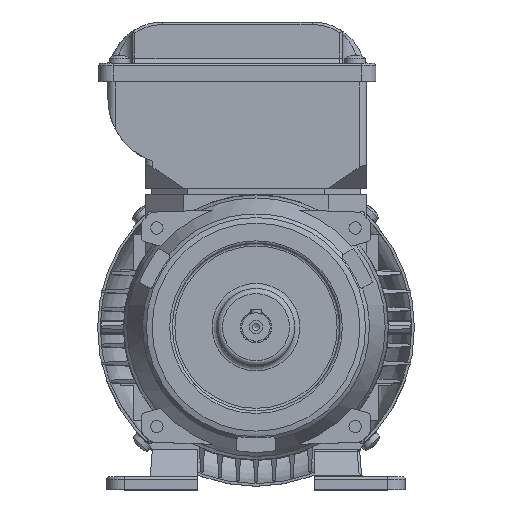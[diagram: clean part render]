
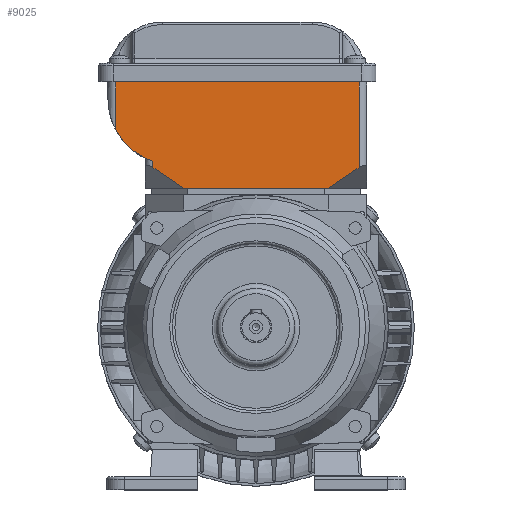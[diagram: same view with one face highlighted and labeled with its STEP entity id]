
A CAD part, top view. The second image highlights one B-rep face of the part: STEP entity #9025.
In plain terms, the highlighted planar face has unit normal (0, 0, 1).
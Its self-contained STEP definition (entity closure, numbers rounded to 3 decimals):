
#5763=CIRCLE('',#48167,26.);
#9025=ADVANCED_FACE('',(#12300),#10351,.T.);
#10351=PLANE('',#48168);
#12300=FACE_OUTER_BOUND('',#15058,.T.);
#15058=EDGE_LOOP('',(#26610,#26611,#26612,#26613,#26614,#26615,#26616,#26617));
#26610=ORIENTED_EDGE('',*,*,#37522,.T.);
#26611=ORIENTED_EDGE('',*,*,#37523,.T.);
#26612=ORIENTED_EDGE('',*,*,#37524,.T.);
#26613=ORIENTED_EDGE('',*,*,#37520,.T.);
#26614=ORIENTED_EDGE('',*,*,#37519,.T.);
#26615=ORIENTED_EDGE('',*,*,#37525,.F.);
#26616=ORIENTED_EDGE('',*,*,#37504,.T.);
#26617=ORIENTED_EDGE('',*,*,#37526,.T.);
#31491=VERTEX_POINT('',#80506);
#31492=VERTEX_POINT('',#80508);
#31502=VERTEX_POINT('',#80555);
#31503=VERTEX_POINT('',#80557);
#31504=VERTEX_POINT('',#80561);
#31505=VERTEX_POINT('',#80565);
#31506=VERTEX_POINT('',#80566);
#31507=VERTEX_POINT('',#80568);
#37504=EDGE_CURVE('',#31492,#31491,#40958,.T.);
#37519=EDGE_CURVE('',#31502,#31503,#40968,.T.);
#37520=EDGE_CURVE('',#31504,#31502,#40969,.T.);
#37522=EDGE_CURVE('',#31505,#31506,#40971,.T.);
#37523=EDGE_CURVE('',#31506,#31507,#40972,.T.);
#37524=EDGE_CURVE('',#31507,#31504,#40973,.T.);
#37525=EDGE_CURVE('',#31492,#31503,#40974,.T.);
#37526=EDGE_CURVE('',#31491,#31505,#5763,.T.);
#40958=LINE('',#80507,#44173);
#40968=LINE('',#80558,#44183);
#40969=LINE('',#80560,#44184);
#40971=LINE('',#80564,#44186);
#40972=LINE('',#80567,#44187);
#40973=LINE('',#80569,#44188);
#40974=LINE('',#80570,#44189);
#44173=VECTOR('',#58960,1.);
#44183=VECTOR('',#58984,1.);
#44184=VECTOR('',#58987,1.);
#44186=VECTOR('',#58991,1.);
#44187=VECTOR('',#58992,1.);
#44188=VECTOR('',#58993,1.);
#44189=VECTOR('',#58994,1.);
#48167=AXIS2_PLACEMENT_3D('',#80571,#58995,#58996);
#48168=AXIS2_PLACEMENT_3D('',#80572,#58997,#58998);
#58960=DIRECTION('',(0.,-1.,0.));
#58984=DIRECTION('',(0.,1.,0.));
#58987=DIRECTION('',(0.832,0.555,0.));
#58991=DIRECTION('',(0.,-1.,0.));
#58992=DIRECTION('',(0.832,-0.555,0.));
#58993=DIRECTION('',(1.,0.,0.));
#58994=DIRECTION('',(1.,0.,0.));
#58995=DIRECTION('',(0.,0.,1.));
#58996=DIRECTION('',(-0.885,-0.466,0.));
#58997=DIRECTION('',(0.,0.,1.));
#58998=DIRECTION('',(-1.,0.,0.));
#80506=CARTESIAN_POINT('',(-64.933,-7.25,52.319));
#80507=CARTESIAN_POINT('',(-64.933,11.875,52.319));
#80508=CARTESIAN_POINT('',(-64.933,11.875,52.319));
#80555=CARTESIAN_POINT('',(29.567,-22.125,52.319));
#80557=CARTESIAN_POINT('',(29.567,11.875,52.319));
#80558=CARTESIAN_POINT('',(29.567,-22.125,52.319));
#80560=CARTESIAN_POINT('',(17.567,-30.125,52.319));
#80561=CARTESIAN_POINT('',(17.567,-30.125,52.319));
#80564=CARTESIAN_POINT('',(-50.433,-19.697,52.319));
#80565=CARTESIAN_POINT('',(-50.433,-19.697,52.319));
#80566=CARTESIAN_POINT('',(-50.433,-22.125,52.319));
#80567=CARTESIAN_POINT('',(-50.433,-22.125,52.319));
#80568=CARTESIAN_POINT('',(-38.433,-30.125,52.319));
#80569=CARTESIAN_POINT('',(-38.433,-30.125,52.319));
#80570=CARTESIAN_POINT('',(-64.933,11.875,52.319));
#80571=CARTESIAN_POINT('',(-41.933,4.875,52.319));
#80572=CARTESIAN_POINT('',(44.167,11.975,52.319));
